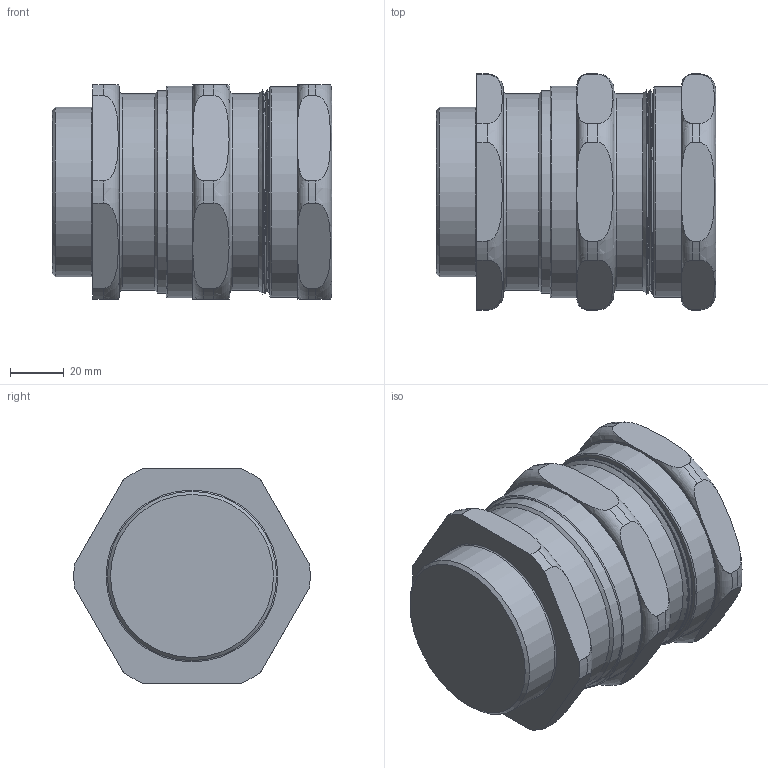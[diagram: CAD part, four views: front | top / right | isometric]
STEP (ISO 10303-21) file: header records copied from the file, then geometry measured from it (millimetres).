
FILE_DESCRIPTION(/* description */ (''),/* implementation_level */ '2;1');
FILE_NAME(/* name */ '501 423 E M63.stp',/* time_stamp */ '2020-10-07T18:56:50+05:00',/* author */ ('jgandhi'),/* organization */ (''),/* preprocessor_version */ 'ST-DEVELOPER v18',/* originating_system */ 'Autodesk Inventor 2020',/* authorisation */ '');
FILE_SCHEMA (('AUTOMOTIVE_DESIGN { 1 0 10303 214 3 1 1 }'));
Length unit declared in the file: millimetre
Products named in the file (1): 501 423 E M63
Bounding box: 104.06 x 87.96 x 80 mm (x, y, z)
Volume: 700968.9 mm3; surface area: 104986.4 mm2
Topology: 8 solids, 8 shells, 284 faces, 787 edges, 524 vertices
Faces by surface type: plane 113, torus 76, cylinder 53, cone 36, bspline 6
Full cylindrical faces by diameter (mm): 56.3 x2, 63 x1, 66.45 x2, 67.15 x4, 73 x2, 73.3 x2, 75.421 x1, 76 x5, 78.55 x1, 78.75 x1
Entity records: 13612 total; most frequent: CARTESIAN_POINT 6025, ORIENTED_EDGE 1574, DIRECTION 1542, EDGE_CURVE 787, AXIS2_PLACEMENT_3D 659, VERTEX_POINT 524, CIRCLE 372, EDGE_LOOP 293
